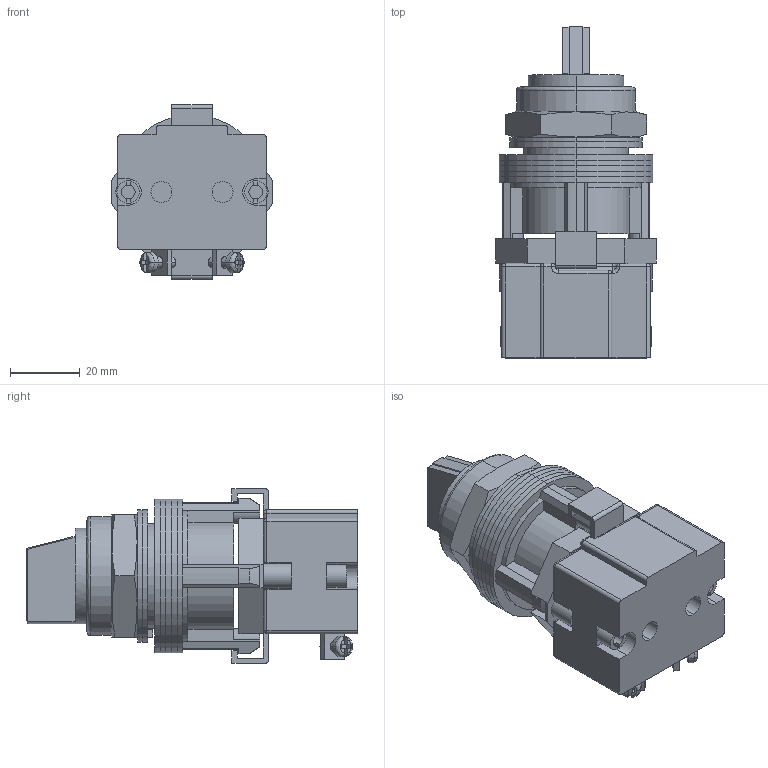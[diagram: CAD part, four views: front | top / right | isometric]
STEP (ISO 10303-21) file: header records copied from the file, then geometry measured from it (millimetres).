
FILE_DESCRIPTION (( 'STEP AP214' ), '1' );
FILE_NAME ('HT8JBH1D.STEP', '2019-05-08T16:41:17', ( '' ), ( '' ), 'SwSTEP 2.0', 'SolidWorks 2018', '' );
FILE_SCHEMA (( 'AUTOMOTIVE_DESIGN' ));
Length unit declared in the file: inch
Products named in the file (1): HT8JBH1D
Bounding box: 46 x 94.85 x 50 mm (x, y, z)
Volume: 82439.2 mm3; surface area: 42058.6 mm2
Topology: 18 solids, 18 shells, 412 faces, 1013 edges, 640 vertices
Faces by surface type: plane 212, cylinder 157, bspline 32, cone 11
Entity records: 13068 total; most frequent: CARTESIAN_POINT 3008, DIRECTION 2059, ORIENTED_EDGE 1998, EDGE_CURVE 999, AXIS2_PLACEMENT_3D 735, VERTEX_POINT 640, LINE 589, VECTOR 589
